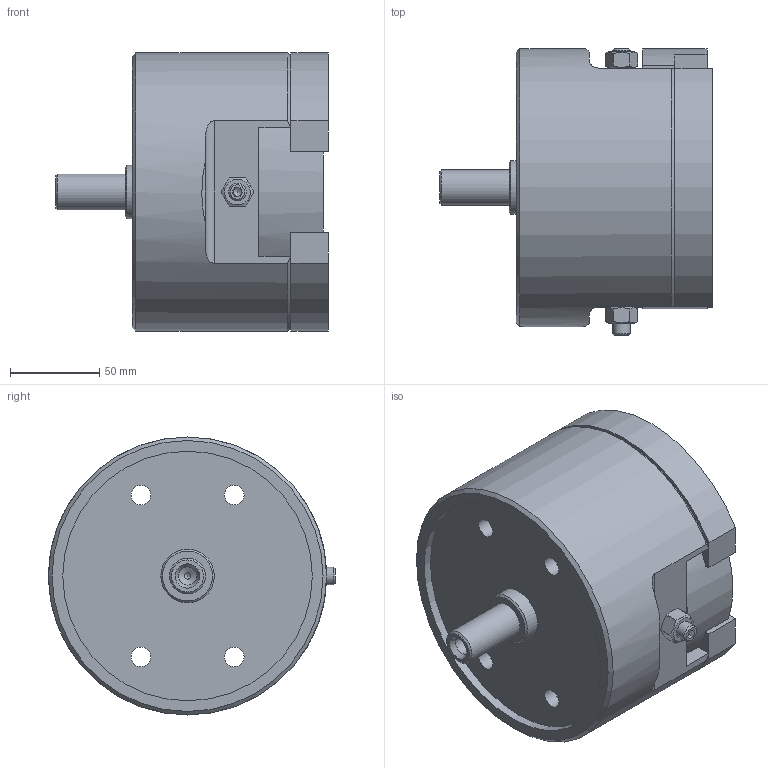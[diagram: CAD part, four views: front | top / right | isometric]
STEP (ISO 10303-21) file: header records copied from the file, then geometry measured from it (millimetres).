
FILE_DESCRIPTION (( 'STEP AP203' ), '1' );
FILE_NAME ('CF-FA-610.STEP', '2024-01-23T03:44:53', ( '' ), ( '' ), 'SwSTEP 2.0', 'SolidWorks 2020', '' );
FILE_SCHEMA (( 'CONFIG_CONTROL_DESIGN' ));
Length unit declared in the file: millimetre
Products named in the file (8): CF-FA-610-01000; CF-FA-610-04000; CF-FA-610-03000; CF-FA-610-07000; CF-FA-610-09000; M10六角螺帽; 圓頭內六角螺栓_M6x25; CF-FA-610
Assembly tree (21 placements, depth 2):
  CF-FA-610
    CF-FA-610-01000
    CF-FA-610-03000
    CF-FA-610-04000
    CF-FA-610-07000  x2
    CF-FA-610-09000  x2
    圓頭內六角螺栓_M6x25  x12
    M10六角螺帽  x2
Bounding box: 153 x 161 x 156 mm (x, y, z)
Volume: 1810133.1 mm3; surface area: 216204.9 mm2
Topology: 21 solids, 21 shells, 454 faces, 1011 edges, 632 vertices
Faces by surface type: plane 291, cylinder 101, cone 60, torus 2
Full cylindrical faces by diameter (mm): 3.5 x1, 6 x12, 6.6 x12, 8 x1, 8.5 x8, 10 x16, 10.2 x1, 11 x16, 17 x8, 20 x3, 22 x1, 30 x1, 140 x1, 156 x1
Entity records: 5905 total; most frequent: CARTESIAN_POINT 1032, DIRECTION 793, ORIENTED_EDGE 620, AXIS2_PLACEMENT_3D 326, EDGE_CURVE 310, EDGE_LOOP 283, VERTEX_POINT 233, FACE_OUTER_BOUND 215
